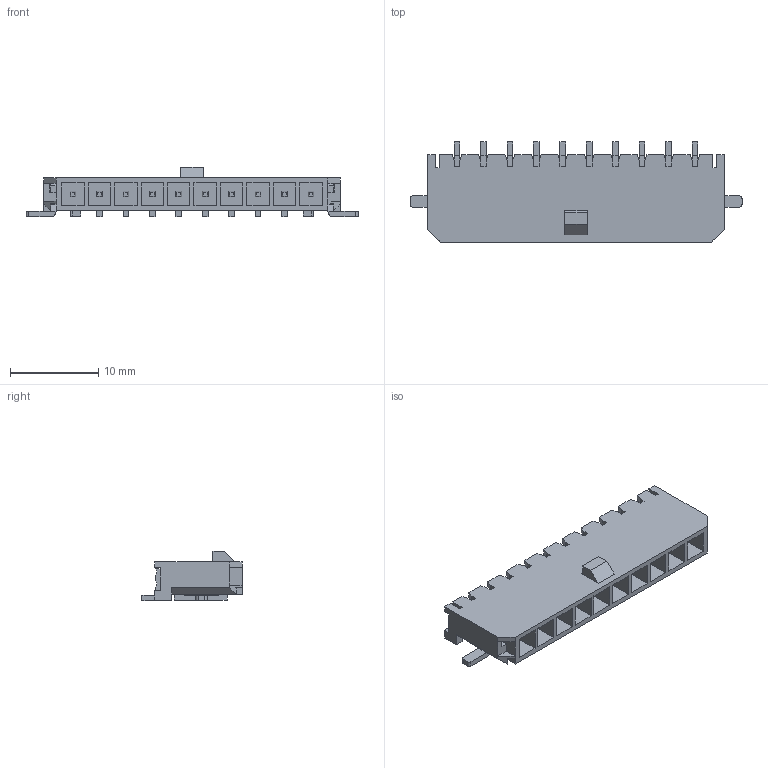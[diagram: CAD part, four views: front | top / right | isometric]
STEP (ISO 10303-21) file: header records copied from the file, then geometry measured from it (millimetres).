
FILE_DESCRIPTION( ( 'Unknown' ), '1' );
FILE_NAME( '662110145021.stp', 'Unknown', ( 'Unknown' ), ( 'Unknown' ), 'PSStep 15.0.49', 'Unknown', ' ' );
FILE_SCHEMA( ( 'AUTOMOTIVE_DESIGN { 1 0 10303 214 1 1 1 1 }' ) );
Length unit declared in the file: millimetre
Products named in the file (4): Assem1; 662110145021; 6621xx145021_PIN; 6621xx145021_MASSE
Assembly tree (13 placements, depth 2):
  Assem1
    662110145021
    6621xx145021_PIN  x10
    6621xx145021_MASSE  x2
Bounding box: 37.65 x 11.35 x 5.64 mm (x, y, z)
Volume: 790.1 mm3; surface area: 2243.9 mm2
Topology: 13 solids, 13 shells, 614 faces, 1681 edges, 1088 vertices
Faces by surface type: plane 599, cylinder 15
Full cylindrical faces by diameter (mm): 0.8 x2
Entity records: 14768 total; most frequent: CARTESIAN_POINT 2100, ORIENTED_EDGE 2084, DIRECTION 1822, EDGE_CURVE 1042, LINE 1026, VECTOR 1026, VERTEX_POINT 676, AXIS2_PLACEMENT_3D 398
